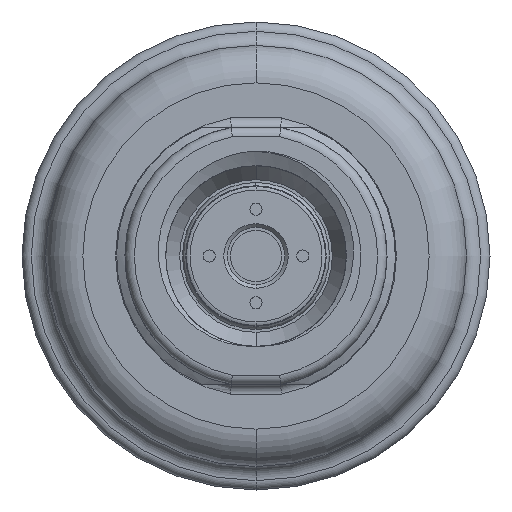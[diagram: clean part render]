
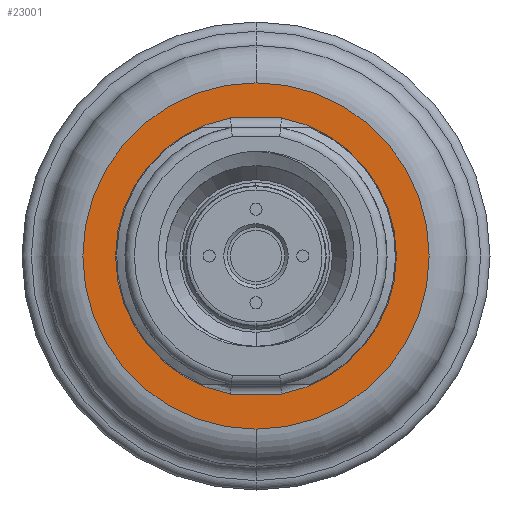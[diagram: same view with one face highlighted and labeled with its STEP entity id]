
A CAD part, front view. The second image highlights one B-rep face of the part: STEP entity #23001.
In plain terms, the highlighted planar face has unit normal (0, -1, 0).
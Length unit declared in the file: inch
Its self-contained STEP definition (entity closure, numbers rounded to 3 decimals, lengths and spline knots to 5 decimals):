
#2076=CARTESIAN_POINT('',(0.,-0.11811,0.));
#2077=DIRECTION('',(0.,-1.,0.));
#2078=DIRECTION('',(0.,0.,-1.));
#2079=AXIS2_PLACEMENT_3D('',#2076,#2077,#2078);
#2081=CARTESIAN_POINT('',(0.,-0.11811,0.));
#2082=DIRECTION('',(0.,-1.,0.));
#2083=DIRECTION('',(0.,0.,1.));
#2084=AXIS2_PLACEMENT_3D('',#2081,#2082,#2083);
#2086=CARTESIAN_POINT('',(0.,-0.11811,0.));
#2087=DIRECTION('',(0.,-1.,0.));
#2088=DIRECTION('',(-0.182,0.,0.983));
#2089=AXIS2_PLACEMENT_3D('',#2086,#2087,#2088);
#2091=DIRECTION('',(1.,0.,0.));
#2092=VECTOR('',#2091,0.21474);
#2093=CARTESIAN_POINT('',(-0.10737,-0.11811,
-0.58071));
#2094=LINE('',#2093,#2092);
#2095=CARTESIAN_POINT('',(0.,-0.11811,0.));
#2096=DIRECTION('',(0.,-1.,0.));
#2097=DIRECTION('',(0.182,0.,-0.983));
#2098=AXIS2_PLACEMENT_3D('',#2095,#2096,#2097);
#2100=DIRECTION('',(-1.,0.,0.));
#2101=VECTOR('',#2100,0.21474);
#2102=CARTESIAN_POINT('',(0.10737,-0.11811,
0.58071));
#2103=LINE('',#2102,#2101);
#19012=CARTESIAN_POINT('',(-0.10737,-0.11811,
0.58071));
#19013=CARTESIAN_POINT('',(-0.10737,-0.11811,
-0.58071));
#19014=VERTEX_POINT('',#19012);
#19015=VERTEX_POINT('',#19013);
#19020=CARTESIAN_POINT('',(0.10737,-0.11811,
-0.58071));
#19021=CARTESIAN_POINT('',(0.10737,-0.11811,
0.58071));
#19022=VERTEX_POINT('',#19020);
#19023=VERTEX_POINT('',#19021);
#19353=CARTESIAN_POINT('',(0.,-0.11811,-0.72835));
#19354=CARTESIAN_POINT('',(0.,-0.11811,0.72835));
#19355=VERTEX_POINT('',#19353);
#19356=VERTEX_POINT('',#19354);
#22981=CARTESIAN_POINT('',(0.,-0.11811,0.));
#22982=DIRECTION('',(0.,-1.,0.));
#22983=DIRECTION('',(0.,0.,1.));
#22984=AXIS2_PLACEMENT_3D('',#22981,#22982,#22983);
#22985=PLANE('',#22984);
#22987=ORIENTED_EDGE('',*,*,#22986,.F.);
#22989=ORIENTED_EDGE('',*,*,#22988,.F.);
#22990=EDGE_LOOP('',(#22987,#22989));
#22991=FACE_OUTER_BOUND('',#22990,.F.);
#22992=ORIENTED_EDGE('',*,*,#22971,.T.);
#22994=ORIENTED_EDGE('',*,*,#22993,.T.);
#22996=ORIENTED_EDGE('',*,*,#22995,.T.);
#22998=ORIENTED_EDGE('',*,*,#22997,.T.);
#22999=EDGE_LOOP('',(#22992,#22994,#22996,#22998));
#23000=FACE_BOUND('',#22999,.F.);
#23001=ADVANCED_FACE('',(#22991,#23000),#22985,.T.);
#2080=CIRCLE('',#2079,0.72835);
#2085=CIRCLE('',#2084,0.72835);
#2090=CIRCLE('',#2089,0.59055);
#2099=CIRCLE('',#2098,0.59055);
#22971=EDGE_CURVE('',#19014,#19015,#2090,.T.);
#22986=EDGE_CURVE('',#19355,#19356,#2080,.T.);
#22988=EDGE_CURVE('',#19356,#19355,#2085,.T.);
#22993=EDGE_CURVE('',#19015,#19022,#2094,.T.);
#22995=EDGE_CURVE('',#19022,#19023,#2099,.T.);
#22997=EDGE_CURVE('',#19023,#19014,#2103,.T.);
